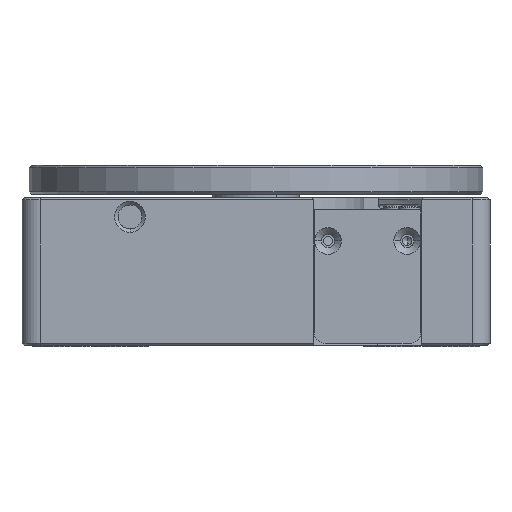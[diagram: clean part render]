
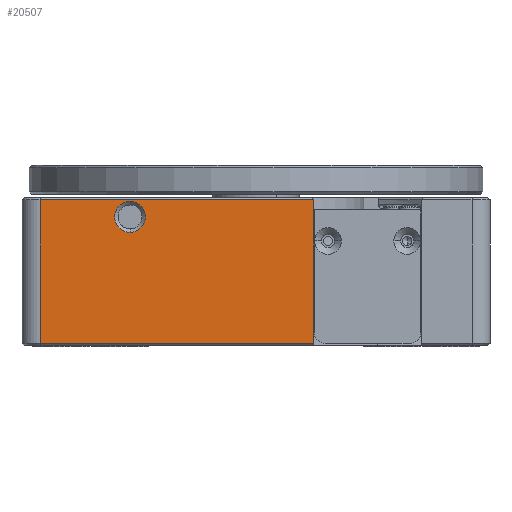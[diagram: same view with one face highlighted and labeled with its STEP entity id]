
A CAD part, front view. The second image highlights one B-rep face of the part: STEP entity #20507.
In plain terms, the highlighted planar face has unit normal (0, -1, 0).
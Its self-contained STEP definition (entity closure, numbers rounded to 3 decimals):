
#483 = CIRCLE ( 'NONE', #22962, 2.15 ) ;
#1457 = FACE_BOUND ( 'NONE', #54096, .T. ) ;
#5611 = VERTEX_POINT ( 'NONE', #52560 ) ;
#6613 = CARTESIAN_POINT ( 'NONE',  ( 8., -32.5, 0.3 ) ) ;
#6669 = DIRECTION ( 'NONE',  ( 0., 1., 0. ) ) ;
#7006 = CARTESIAN_POINT ( 'NONE',  ( -32.5, -32.5, 20.5 ) ) ;
#7091 = CARTESIAN_POINT ( 'NONE',  ( -30., -32.5, 0.3 ) ) ;
#7227 = LINE ( 'NONE', #37927, #50702 ) ;
#10224 = VECTOR ( 'NONE', #12703, 1000. ) ;
#10786 = ORIENTED_EDGE ( 'NONE', *, *, #14742, .T. ) ;
#11312 = DIRECTION ( 'NONE',  ( 1., 0., 0. ) ) ;
#12703 = DIRECTION ( 'NONE',  ( 0., 0., -1. ) ) ;
#12720 = CIRCLE ( 'NONE', #45396, 2.15 ) ;
#12859 = CARTESIAN_POINT ( 'NONE',  ( -32.5, -32.5, 20.2 ) ) ;
#12961 = AXIS2_PLACEMENT_3D ( 'NONE', #7006, #24860, #37143 ) ;
#13168 = ORIENTED_EDGE ( 'NONE', *, *, #25576, .T. ) ;
#13482 = ORIENTED_EDGE ( 'NONE', *, *, #16126, .F. ) ;
#14742 = EDGE_CURVE ( 'NONE', #54451, #5611, #483, .T. ) ;
#15496 = PLANE ( 'NONE',  #12961 ) ;
#16126 = EDGE_CURVE ( 'NONE', #36132, #20014, #22905, .T. ) ;
#17303 = VERTEX_POINT ( 'NONE', #7091 ) ;
#18520 = DIRECTION ( 'NONE',  ( 0., 0., -1. ) ) ;
#20014 = VERTEX_POINT ( 'NONE', #6613 ) ;
#20038 = VECTOR ( 'NONE', #48234, 1000. ) ;
#20507 = ADVANCED_FACE ( 'NONE', ( #1457, #29214 ), #15496, .F. ) ;
#21048 = LINE ( 'NONE', #12859, #20038 ) ;
#22905 = LINE ( 'NONE', #36915, #50007 ) ;
#22962 = AXIS2_PLACEMENT_3D ( 'NONE', #38297, #43253, #33897 ) ;
#24185 = ORIENTED_EDGE ( 'NONE', *, *, #41133, .T. ) ;
#24860 = DIRECTION ( 'NONE',  ( 0., 1., 0. ) ) ;
#25576 = EDGE_CURVE ( 'NONE', #53155, #17303, #57726, .T. ) ;
#28296 = EDGE_LOOP ( 'NONE', ( #48744, #13482, #47992, #13168 ) ) ;
#29214 = FACE_OUTER_BOUND ( 'NONE', #28296, .T. ) ;
#32625 = CARTESIAN_POINT ( 'NONE',  ( -17.5, -32.5, 20. ) ) ;
#33897 = DIRECTION ( 'NONE',  ( 0., 0., 1. ) ) ;
#36132 = VERTEX_POINT ( 'NONE', #43283 ) ;
#36915 = CARTESIAN_POINT ( 'NONE',  ( 8., -32.5, 7. ) ) ;
#37143 = DIRECTION ( 'NONE',  ( 0., 0., 1. ) ) ;
#37927 = CARTESIAN_POINT ( 'NONE',  ( 30., -32.5, 0.3 ) ) ;
#38297 = CARTESIAN_POINT ( 'NONE',  ( -17.5, -32.5, 17.85 ) ) ;
#40893 = CARTESIAN_POINT ( 'NONE',  ( -30., -32.5, 20.2 ) ) ;
#41133 = EDGE_CURVE ( 'NONE', #5611, #54451, #12720, .T. ) ;
#43253 = DIRECTION ( 'NONE',  ( 0., 1., 0. ) ) ;
#43283 = CARTESIAN_POINT ( 'NONE',  ( 8., -32.5, 20.2 ) ) ;
#45396 = AXIS2_PLACEMENT_3D ( 'NONE', #55498, #6669, #54640 ) ;
#47992 = ORIENTED_EDGE ( 'NONE', *, *, #53971, .T. ) ;
#48234 = DIRECTION ( 'NONE',  ( -1., 0., 0. ) ) ;
#48694 = EDGE_CURVE ( 'NONE', #17303, #20014, #7227, .T. ) ;
#48744 = ORIENTED_EDGE ( 'NONE', *, *, #48694, .T. ) ;
#50007 = VECTOR ( 'NONE', #18520, 1000. ) ;
#50702 = VECTOR ( 'NONE', #11312, 1000. ) ;
#52560 = CARTESIAN_POINT ( 'NONE',  ( -17.5, -32.5, 15.7 ) ) ;
#52758 = CARTESIAN_POINT ( 'NONE',  ( -30., -32.5, 20.5 ) ) ;
#53155 = VERTEX_POINT ( 'NONE', #40893 ) ;
#53971 = EDGE_CURVE ( 'NONE', #36132, #53155, #21048, .T. ) ;
#54096 = EDGE_LOOP ( 'NONE', ( #24185, #10786 ) ) ;
#54451 = VERTEX_POINT ( 'NONE', #32625 ) ;
#54640 = DIRECTION ( 'NONE',  ( 0., 0., 1. ) ) ;
#55498 = CARTESIAN_POINT ( 'NONE',  ( -17.5, -32.5, 17.85 ) ) ;
#57726 = LINE ( 'NONE', #52758, #10224 ) ;
